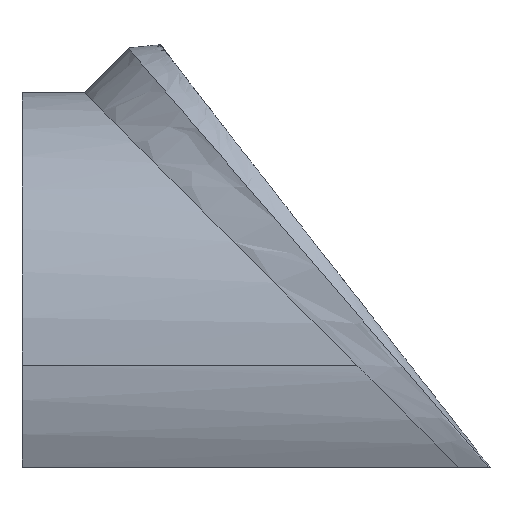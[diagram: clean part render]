
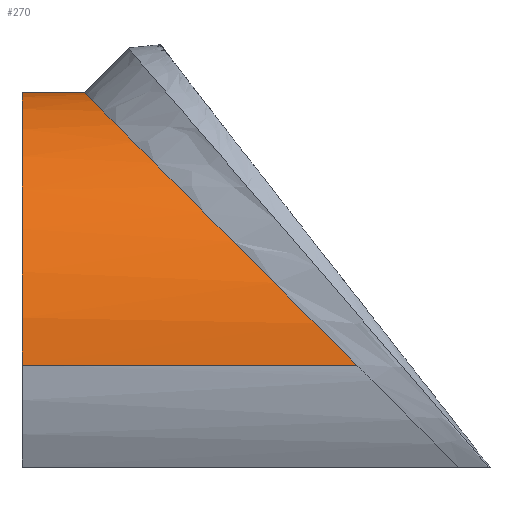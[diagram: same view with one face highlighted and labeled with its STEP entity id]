
A CAD part, left-side view. The second image highlights one B-rep face of the part: STEP entity #270.
In plain terms, the highlighted cylindrical face has radius 48 mm (diameter 96 mm), a partial arc.
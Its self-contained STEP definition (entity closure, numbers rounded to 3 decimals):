
#33=ELLIPSE('',#309,67.882,48.);
#34=ELLIPSE('',#310,67.882,48.);
#44=CYLINDRICAL_SURFACE('',#308,48.);
#52=FACE_OUTER_BOUND('',#67,.T.);
#67=EDGE_LOOP('',(#204,#205,#206,#207,#208));
#84=LINE('',#455,#98);
#85=LINE('',#461,#99);
#98=VECTOR('',#352,10.);
#99=VECTOR('',#359,10.);
#107=CIRCLE('',#297,48.);
#112=VERTEX_POINT('',#394);
#114=VERTEX_POINT('',#397);
#125=VERTEX_POINT('',#454);
#127=VERTEX_POINT('',#460);
#128=VERTEX_POINT('',#462);
#141=EDGE_CURVE('',#114,#112,#107,.T.);
#155=EDGE_CURVE('',#114,#125,#84,.T.);
#158=EDGE_CURVE('',#112,#127,#85,.T.);
#159=EDGE_CURVE('',#128,#127,#33,.T.);
#160=EDGE_CURVE('',#128,#125,#34,.T.);
#204=ORIENTED_EDGE('',*,*,#141,.T.);
#205=ORIENTED_EDGE('',*,*,#158,.T.);
#206=ORIENTED_EDGE('',*,*,#159,.F.);
#207=ORIENTED_EDGE('',*,*,#160,.T.);
#208=ORIENTED_EDGE('',*,*,#155,.F.);
#270=ADVANCED_FACE('',(#52),#44,.T.);
#297=AXIS2_PLACEMENT_3D('',#398,#328,#329);
#308=AXIS2_PLACEMENT_3D('',#459,#357,#358);
#309=AXIS2_PLACEMENT_3D('',#463,#360,#361);
#310=AXIS2_PLACEMENT_3D('',#464,#362,#363);
#328=DIRECTION('center_axis',(0.,-1.,0.));
#329=DIRECTION('ref_axis',(0.,0.,1.));
#352=DIRECTION('',(0.,-1.,0.));
#357=DIRECTION('center_axis',(0.,-1.,0.));
#358=DIRECTION('ref_axis',(0.,0.,1.));
#359=DIRECTION('',(0.,-1.,0.));
#360=DIRECTION('center_axis',(0.,-0.707,0.707));
#361=DIRECTION('ref_axis',(0.,0.707,0.707));
#362=DIRECTION('center_axis',(0.,0.707,-0.707));
#363=DIRECTION('ref_axis',(0.,0.707,0.707));
#394=CARTESIAN_POINT('',(-48.,-43.,0.));
#397=CARTESIAN_POINT('',(48.,-43.,0.));
#398=CARTESIAN_POINT('Origin',(0.,-43.,0.));
#454=CARTESIAN_POINT('',(48.,-102.,0.));
#455=CARTESIAN_POINT('',(48.,0.,0.));
#459=CARTESIAN_POINT('Origin',(0.,0.,0.));
#460=CARTESIAN_POINT('',(-48.,-102.,0.));
#461=CARTESIAN_POINT('',(-48.,0.,0.));
#462=CARTESIAN_POINT('',(0.,-54.,48.));
#463=CARTESIAN_POINT('Origin',(0.,-102.,0.));
#464=CARTESIAN_POINT('Origin',(0.,-102.,0.));
